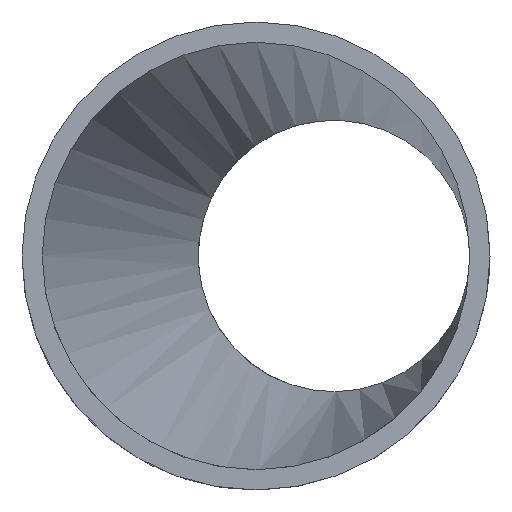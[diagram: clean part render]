
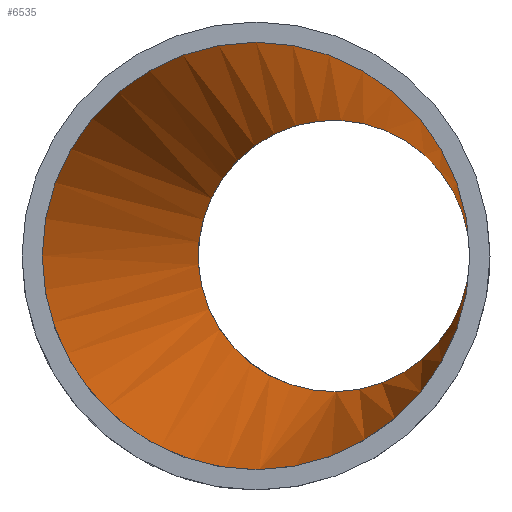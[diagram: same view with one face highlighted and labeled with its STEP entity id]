
A CAD part, left-side view. The second image highlights one B-rep face of the part: STEP entity #6535.
In plain terms, the highlighted free-form (B-spline) face has degree [1, 2] with [2, 9] control points.
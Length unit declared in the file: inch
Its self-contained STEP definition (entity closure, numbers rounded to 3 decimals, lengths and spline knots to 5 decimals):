
#25=(
BOUNDED_SURFACE()
B_SPLINE_SURFACE(1,2,((#15066,#15067,#15068,#15069,#15070,#15071,#15072,
#15073,#15074),(#15075,#15076,#15077,#15078,#15079,#15080,#15081,#15082,
#15083)),.UNSPECIFIED.,.F.,.T.,.F.)
B_SPLINE_SURFACE_WITH_KNOTS((2,2),(3,2,2,2,3),(-0.13172,3.04281),
(-3.14159,-1.5708,0.,1.5708,3.14159),
 .UNSPECIFIED.)
GEOMETRIC_REPRESENTATION_ITEM()
RATIONAL_B_SPLINE_SURFACE(((1.,0.707,1.,0.707,1.,
0.707,1.,0.707,1.),(1.,0.707,1.,0.707,
1.,0.707,1.,0.707,1.)))
REPRESENTATION_ITEM('')
SURFACE()
);
#884=CIRCLE('',#6770,0.685);
#885=CIRCLE('',#6771,0.685);
#886=CIRCLE('',#6773,0.435);
#887=CIRCLE('',#6774,0.435);
#1397=FACE_OUTER_BOUND('',#1798,.T.);
#1798=EDGE_LOOP('',(#5925,#5926,#5927,#5928,#5929,#5930));
#2306=B_SPLINE_CURVE_WITH_KNOTS('',1,(#15084,#15085),.UNSPECIFIED.,.F.,
 .F.,(2,2),(0.00187,2.96582),.UNSPECIFIED.);
#2963=VERTEX_POINT('',#15051);
#2964=VERTEX_POINT('',#15052);
#2965=VERTEX_POINT('',#15056);
#2966=VERTEX_POINT('',#15057);
#3951=EDGE_CURVE('',#2963,#2964,#884,.T.);
#3952=EDGE_CURVE('',#2964,#2963,#885,.T.);
#3953=EDGE_CURVE('',#2965,#2966,#886,.T.);
#3954=EDGE_CURVE('',#2966,#2965,#887,.T.);
#3957=EDGE_CURVE('',#2964,#2966,#2306,.T.);
#5925=ORIENTED_EDGE('',*,*,#3951,.F.);
#5926=ORIENTED_EDGE('',*,*,#3952,.F.);
#5927=ORIENTED_EDGE('',*,*,#3957,.T.);
#5928=ORIENTED_EDGE('',*,*,#3953,.F.);
#5929=ORIENTED_EDGE('',*,*,#3954,.F.);
#5930=ORIENTED_EDGE('',*,*,#3957,.F.);
#6535=ADVANCED_FACE('',(#1397),#25,.T.);
#6770=AXIS2_PLACEMENT_3D('',#15053,#7583,#7584);
#6771=AXIS2_PLACEMENT_3D('',#15054,#7585,#7586);
#6773=AXIS2_PLACEMENT_3D('',#15058,#7589,#7590);
#6774=AXIS2_PLACEMENT_3D('',#15059,#7591,#7592);
#7583=DIRECTION('center_axis',(1.,0.,0.));
#7584=DIRECTION('ref_axis',(0.,-0.015,1.));
#7585=DIRECTION('center_axis',(1.,0.,0.));
#7586=DIRECTION('ref_axis',(0.,-0.015,1.));
#7589=DIRECTION('center_axis',(-1.,0.,0.));
#7590=DIRECTION('ref_axis',(0.,-0.015,1.));
#7591=DIRECTION('center_axis',(-1.,0.,0.));
#7592=DIRECTION('ref_axis',(0.,-0.015,1.));
#15051=CARTESIAN_POINT('',(0.505,-1.185,0.));
#15052=CARTESIAN_POINT('',(0.505,-0.51038,-0.68492));
#15053=CARTESIAN_POINT('Origin',(0.505,-0.5,0.));
#15054=CARTESIAN_POINT('Origin',(0.505,-0.5,0.));
#15056=CARTESIAN_POINT('',(2.505,-1.185,0.));
#15057=CARTESIAN_POINT('',(2.505,-0.75659,-0.43495));
#15058=CARTESIAN_POINT('Origin',(2.505,-0.75,0.));
#15059=CARTESIAN_POINT('Origin',(2.505,-0.75,0.));
#15066=CARTESIAN_POINT('Ctrl Pts',(0.41486,-0.49928,
-0.69619));
#15067=CARTESIAN_POINT('Ctrl Pts',(0.49928,0.18643,
-0.69619));
#15068=CARTESIAN_POINT('Ctrl Pts',(0.49928,0.18643,
0.));
#15069=CARTESIAN_POINT('Ctrl Pts',(0.49928,0.18643,
0.69619));
#15070=CARTESIAN_POINT('Ctrl Pts',(0.41486,-0.49928,
0.69619));
#15071=CARTESIAN_POINT('Ctrl Pts',(0.33045,-1.185,0.69619));
#15072=CARTESIAN_POINT('Ctrl Pts',(0.33045,-1.185,0.));
#15073=CARTESIAN_POINT('Ctrl Pts',(0.33045,-1.185,-0.69619));
#15074=CARTESIAN_POINT('Ctrl Pts',(0.41486,-0.49928,
-0.69619));
#15075=CARTESIAN_POINT('Ctrl Pts',(2.55695,-0.76299,
-0.42846));
#15076=CARTESIAN_POINT('Ctrl Pts',(2.6089,-0.34098,-0.42846));
#15077=CARTESIAN_POINT('Ctrl Pts',(2.6089,-0.34098,
0.));
#15078=CARTESIAN_POINT('Ctrl Pts',(2.6089,-0.34098,0.42846));
#15079=CARTESIAN_POINT('Ctrl Pts',(2.55695,-0.76299,
0.42846));
#15080=CARTESIAN_POINT('Ctrl Pts',(2.505,-1.185,0.42846));
#15081=CARTESIAN_POINT('Ctrl Pts',(2.505,-1.185,0.));
#15082=CARTESIAN_POINT('Ctrl Pts',(2.505,-1.185,-0.42846));
#15083=CARTESIAN_POINT('Ctrl Pts',(2.55695,-0.76299,
-0.42846));
#15084=CARTESIAN_POINT('Ctrl Pts',(0.505,-0.51038,-0.68492));
#15085=CARTESIAN_POINT('Ctrl Pts',(2.505,-0.75659,-0.43495));
